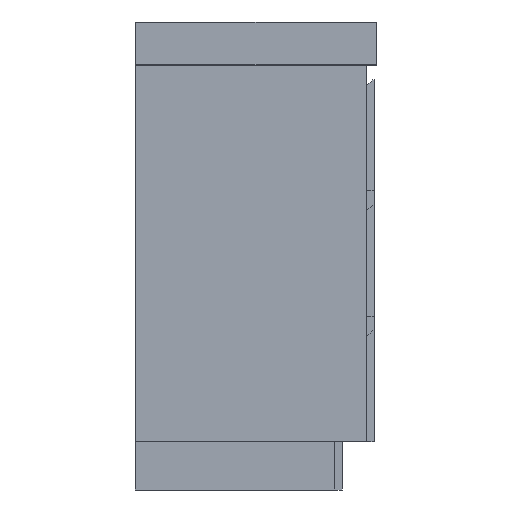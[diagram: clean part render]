
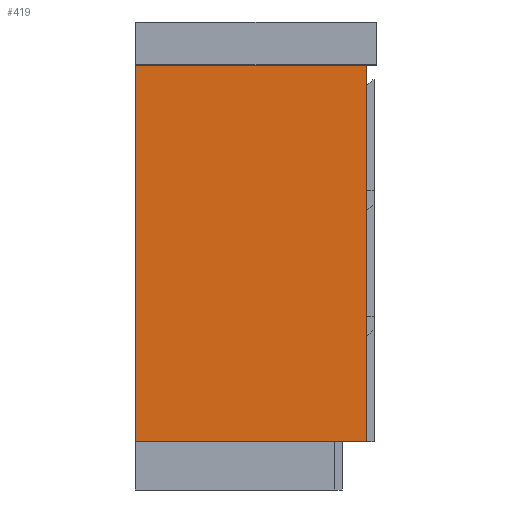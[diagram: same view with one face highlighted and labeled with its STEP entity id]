
A CAD part, left-side view. The second image highlights one B-rep face of the part: STEP entity #419.
In plain terms, the highlighted planar face has unit normal (-1, 0, 0).
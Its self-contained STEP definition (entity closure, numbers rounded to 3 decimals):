
#419=ADVANCED_FACE('',(#549),#2048,.T.);
#549=FACE_OUTER_BOUND('',#679,.T.);
#679=EDGE_LOOP('',(#850,#851,#852,#853));
#850=ORIENTED_EDGE('',*,*,#1374,.F.);
#851=ORIENTED_EDGE('',*,*,#1361,.T.);
#852=ORIENTED_EDGE('',*,*,#1372,.T.);
#853=ORIENTED_EDGE('',*,*,#1373,.F.);
#1361=EDGE_CURVE('',#1879,#1878,#1632,.T.);
#1372=EDGE_CURVE('',#1878,#1886,#1643,.T.);
#1373=EDGE_CURVE('',#1887,#1886,#1644,.T.);
#1374=EDGE_CURVE('',#1879,#1887,#1645,.T.);
#1632=B_SPLINE_CURVE_WITH_KNOTS('',1,(#2642,#2643),.UNSPECIFIED.,.F.,.F.,
(2,2),(-780.,0.),.UNSPECIFIED.);
#1643=B_SPLINE_CURVE_WITH_KNOTS('',1,(#2664,#2665),.UNSPECIFIED.,.F.,.F.,
(2,2),(-479.,0.),.UNSPECIFIED.);
#1644=B_SPLINE_CURVE_WITH_KNOTS('',1,(#2666,#2667),.UNSPECIFIED.,.F.,.F.,
(2,2),(-780.,0.),.UNSPECIFIED.);
#1645=B_SPLINE_CURVE_WITH_KNOTS('',1,(#2668,#2669),.UNSPECIFIED.,.F.,.F.,
(2,2),(-479.,0.),.UNSPECIFIED.);
#1878=VERTEX_POINT('',#2622);
#1879=VERTEX_POINT('',#2623);
#1886=VERTEX_POINT('',#2630);
#1887=VERTEX_POINT('',#2631);
#2048=PLANE('',#2284);
#2284=AXIS2_PLACEMENT_3D('',#2611,#2425,$);
#2425=DIRECTION('',(-1.,0.,0.));
#2611=CARTESIAN_POINT('',(-894.,-468.,526.9));
#2622=CARTESIAN_POINT('',(-894.,390.,479.));
#2623=CARTESIAN_POINT('',(-894.,-390.,479.));
#2630=CARTESIAN_POINT('',(-894.,390.,0.));
#2631=CARTESIAN_POINT('',(-894.,-390.,0.));
#2642=CARTESIAN_POINT('',(-894.,-390.,479.));
#2643=CARTESIAN_POINT('',(-894.,390.,479.));
#2664=CARTESIAN_POINT('',(-894.,390.,479.));
#2665=CARTESIAN_POINT('',(-894.,390.,0.));
#2666=CARTESIAN_POINT('',(-894.,-390.,0.));
#2667=CARTESIAN_POINT('',(-894.,390.,0.));
#2668=CARTESIAN_POINT('',(-894.,-390.,479.));
#2669=CARTESIAN_POINT('',(-894.,-390.,0.));
